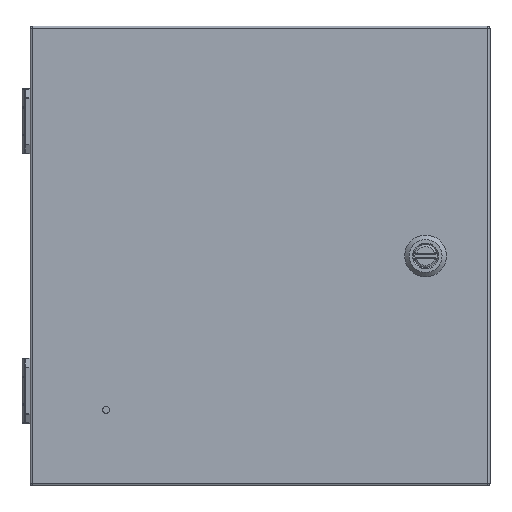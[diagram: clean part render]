
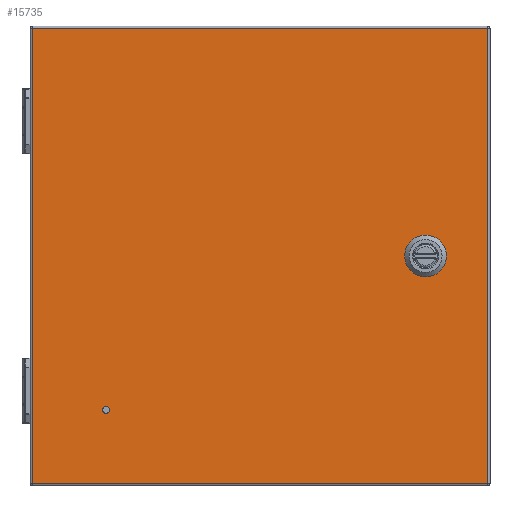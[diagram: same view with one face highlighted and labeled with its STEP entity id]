
A CAD part, top view. The second image highlights one B-rep face of the part: STEP entity #15735.
In plain terms, the highlighted planar face has unit normal (0, 0, 1).
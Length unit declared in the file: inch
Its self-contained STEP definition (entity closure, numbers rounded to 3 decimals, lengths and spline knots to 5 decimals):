
#1854 = CARTESIAN_POINT ( 'NONE',  ( 6.145, 6.1277, 8.107 ) ) ;
#3574 = ORIENTED_EDGE ( 'NONE', *, *, #11790, .T. ) ;
#4054 = AXIS2_PLACEMENT_3D ( 'NONE', #48972, #29521, #56896 ) ;
#4444 = CARTESIAN_POINT ( 'NONE',  ( 4.868, -0.19848, 8.107 ) ) ;
#4736 = CARTESIAN_POINT ( 'NONE',  ( 4.868, 0.19868, 8.107 ) ) ;
#5733 = AXIS2_PLACEMENT_3D ( 'NONE', #32158, #76164, #23186 ) ;
#5821 = CARTESIAN_POINT ( 'NONE',  ( 4.076, 1.0001, 8.107 ) ) ;
#5873 = DIRECTION ( 'NONE',  ( -1., 0., 0. ) ) ;
#6375 = DIRECTION ( 'NONE',  ( 1., 0., 0. ) ) ;
#6862 = AXIS2_PLACEMENT_3D ( 'NONE', #57724, #22800, #82891 ) ;
#8206 = CARTESIAN_POINT ( 'NONE',  ( 6.145, -6.1275, 8.107 ) ) ;
#8576 = CIRCLE ( 'NONE', #46583, 0.443 ) ;
#9543 = CARTESIAN_POINT ( 'NONE',  ( 4.472, 0.0001, 8.107 ) ) ;
#9643 = DIRECTION ( 'NONE',  ( 0., -1., 0. ) ) ;
#10002 = VERTEX_POINT ( 'NONE', #58299 ) ;
#11117 = CARTESIAN_POINT ( 'NONE',  ( -6.1702, 6.1277, 8.107 ) ) ;
#11504 = VERTEX_POINT ( 'NONE', #8206 ) ;
#11790 = EDGE_CURVE ( 'NONE', #19412, #11504, #12958, .T. ) ;
#11831 = ORIENTED_EDGE ( 'NONE', *, *, #46880, .F. ) ;
#12230 = DIRECTION ( 'NONE',  ( -1., 0., 0. ) ) ;
#12958 = LINE ( 'NONE', #39840, #70643 ) ;
#13834 = DIRECTION ( 'NONE',  ( 0., 1., 0. ) ) ;
#15078 = VERTEX_POINT ( 'NONE', #23009 ) ;
#15716 = ORIENTED_EDGE ( 'NONE', *, *, #40313, .F. ) ;
#15735 = ADVANCED_FACE ( 'NONE', ( #27216, #47537, #74855 ), #40812, .T. ) ;
#15929 = EDGE_CURVE ( 'NONE', #49581, #79326, #18149, .T. ) ;
#16142 = ORIENTED_EDGE ( 'NONE', *, *, #56669, .T. ) ;
#16650 = VERTEX_POINT ( 'NONE', #38658 ) ;
#16846 = LINE ( 'NONE', #11117, #22995 ) ;
#16988 = DIRECTION ( 'NONE',  ( -1., 0., 0. ) ) ;
#17243 = ORIENTED_EDGE ( 'NONE', *, *, #15929, .F. ) ;
#18149 = LINE ( 'NONE', #5821, #24055 ) ;
#18496 = CARTESIAN_POINT ( 'NONE',  ( 4.67058, 0.3961, 8.107 ) ) ;
#18537 = EDGE_LOOP ( 'NONE', ( #61976 ) ) ;
#18691 = ORIENTED_EDGE ( 'NONE', *, *, #82507, .T. ) ;
#19412 = VERTEX_POINT ( 'NONE', #32485 ) ;
#22800 = DIRECTION ( 'NONE',  ( 0., 0., 1. ) ) ;
#22995 = VECTOR ( 'NONE', #24360, 39.37008 ) ;
#23009 = CARTESIAN_POINT ( 'NONE',  ( -4.21875, -4.1395, 8.107 ) ) ;
#23186 = DIRECTION ( 'NONE',  ( -1., 0., 0. ) ) ;
#23622 = DIRECTION ( 'NONE',  ( 0., 0., 1. ) ) ;
#24055 = VECTOR ( 'NONE', #86994, 39.37008 ) ;
#24360 = DIRECTION ( 'NONE',  ( -1., 0., 0. ) ) ;
#24453 = VERTEX_POINT ( 'NONE', #51181 ) ;
#26349 = DIRECTION ( 'NONE',  ( 0., 0., 1. ) ) ;
#27216 = FACE_BOUND ( 'NONE', #30074, .T. ) ;
#29521 = DIRECTION ( 'NONE',  ( 0., 0., 1. ) ) ;
#30074 = EDGE_LOOP ( 'NONE', ( #15716, #53872, #62771, #61681, #52118, #46350, #11831, #17243 ) ) ;
#32158 = CARTESIAN_POINT ( 'NONE',  ( -4.1222, -4.1395, 8.107 ) ) ;
#32485 = CARTESIAN_POINT ( 'NONE',  ( -6.1102, -6.1275, 8.107 ) ) ;
#33217 = VECTOR ( 'NONE', #9643, 39.37008 ) ;
#38658 = CARTESIAN_POINT ( 'NONE',  ( 4.67058, -0.3959, 8.107 ) ) ;
#39566 = DIRECTION ( 'NONE',  ( 0., 1., 0. ) ) ;
#39840 = CARTESIAN_POINT ( 'NONE',  ( 6.205, -6.1275, 8.107 ) ) ;
#40313 = EDGE_CURVE ( 'NONE', #10002, #49581, #61843, .T. ) ;
#40812 = PLANE ( 'NONE',  #40824 ) ;
#40824 = AXIS2_PLACEMENT_3D ( 'NONE', #59893, #26349, #53274 ) ;
#41175 = CARTESIAN_POINT ( 'NONE',  ( 4.076, -0.19848, 8.107 ) ) ;
#42405 = EDGE_LOOP ( 'NONE', ( #3574, #16142, #46172, #18691 ) ) ;
#46172 = ORIENTED_EDGE ( 'NONE', *, *, #80372, .T. ) ;
#46253 = CARTESIAN_POINT ( 'NONE',  ( -0.9827, 0.3961, 8.107 ) ) ;
#46350 = ORIENTED_EDGE ( 'NONE', *, *, #51755, .F. ) ;
#46583 = AXIS2_PLACEMENT_3D ( 'NONE', #9543, #23622, #16988 ) ;
#46880 = EDGE_CURVE ( 'NONE', #79326, #76407, #53398, .T. ) ;
#47537 = FACE_BOUND ( 'NONE', #18537, .T. ) ;
#48020 = CARTESIAN_POINT ( 'NONE',  ( 4.868, 1.0001, 8.107 ) ) ;
#48752 = CARTESIAN_POINT ( 'NONE',  ( 6.145, 6.1877, 8.107 ) ) ;
#48972 = CARTESIAN_POINT ( 'NONE',  ( 4.472, 0.0001, 8.107 ) ) ;
#49581 = VERTEX_POINT ( 'NONE', #77549 ) ;
#50923 = VECTOR ( 'NONE', #86879, 39.37008 ) ;
#51181 = CARTESIAN_POINT ( 'NONE',  ( -6.1102, 6.1277, 8.107 ) ) ;
#51755 = EDGE_CURVE ( 'NONE', #76407, #16650, #79384, .T. ) ;
#52118 = ORIENTED_EDGE ( 'NONE', *, *, #86957, .F. ) ;
#53274 = DIRECTION ( 'NONE',  ( -1., 0., 0. ) ) ;
#53398 = CIRCLE ( 'NONE', #4054, 0.443 ) ;
#53872 = ORIENTED_EDGE ( 'NONE', *, *, #70801, .F. ) ;
#54295 = AXIS2_PLACEMENT_3D ( 'NONE', #60613, #80899, #5873 ) ;
#56669 = EDGE_CURVE ( 'NONE', #11504, #74585, #61532, .T. ) ;
#56896 = DIRECTION ( 'NONE',  ( -1., 0., 0. ) ) ;
#56961 = VECTOR ( 'NONE', #39566, 39.37008 ) ;
#57724 = CARTESIAN_POINT ( 'NONE',  ( 4.472, 0.0001, 8.107 ) ) ;
#58299 = CARTESIAN_POINT ( 'NONE',  ( 4.27342, 0.3961, 8.107 ) ) ;
#59893 = CARTESIAN_POINT ( 'NONE',  ( -0.9827, 1.0001, 8.107 ) ) ;
#60613 = CARTESIAN_POINT ( 'NONE',  ( 4.472, 0.0001, 8.107 ) ) ;
#60845 = EDGE_CURVE ( 'NONE', #84726, #78982, #61670, .T. ) ;
#61532 = LINE ( 'NONE', #48752, #72783 ) ;
#61670 = LINE ( 'NONE', #48020, #56961 ) ;
#61681 = ORIENTED_EDGE ( 'NONE', *, *, #60845, .F. ) ;
#61843 = CIRCLE ( 'NONE', #6862, 0.443 ) ;
#61976 = ORIENTED_EDGE ( 'NONE', *, *, #86922, .F. ) ;
#62771 = ORIENTED_EDGE ( 'NONE', *, *, #72218, .F. ) ;
#64798 = CARTESIAN_POINT ( 'NONE',  ( -6.1102, -6.1875, 8.107 ) ) ;
#65277 = CARTESIAN_POINT ( 'NONE',  ( -0.9827, -0.3959, 8.107 ) ) ;
#65547 = VECTOR ( 'NONE', #12230, 39.37008 ) ;
#66520 = LINE ( 'NONE', #46253, #65547 ) ;
#67504 = CARTESIAN_POINT ( 'NONE',  ( 4.27342, -0.3959, 8.107 ) ) ;
#68794 = VERTEX_POINT ( 'NONE', #18496 ) ;
#70643 = VECTOR ( 'NONE', #6375, 39.37008 ) ;
#70801 = EDGE_CURVE ( 'NONE', #68794, #10002, #66520, .T. ) ;
#72218 = EDGE_CURVE ( 'NONE', #78982, #68794, #83929, .T. ) ;
#72783 = VECTOR ( 'NONE', #13834, 39.37008 ) ;
#74585 = VERTEX_POINT ( 'NONE', #1854 ) ;
#74855 = FACE_OUTER_BOUND ( 'NONE', #42405, .T. ) ;
#76164 = DIRECTION ( 'NONE',  ( 0., 0., 1. ) ) ;
#76407 = VERTEX_POINT ( 'NONE', #67504 ) ;
#77549 = CARTESIAN_POINT ( 'NONE',  ( 4.076, 0.19868, 8.107 ) ) ;
#78982 = VERTEX_POINT ( 'NONE', #4736 ) ;
#79326 = VERTEX_POINT ( 'NONE', #41175 ) ;
#79384 = LINE ( 'NONE', #65277, #50923 ) ;
#80372 = EDGE_CURVE ( 'NONE', #74585, #24453, #16846, .T. ) ;
#80899 = DIRECTION ( 'NONE',  ( 0., 0., 1. ) ) ;
#82507 = EDGE_CURVE ( 'NONE', #24453, #19412, #84249, .T. ) ;
#82891 = DIRECTION ( 'NONE',  ( -1., 0., 0. ) ) ;
#83929 = CIRCLE ( 'NONE', #54295, 0.443 ) ;
#84249 = LINE ( 'NONE', #64798, #33217 ) ;
#84726 = VERTEX_POINT ( 'NONE', #4444 ) ;
#86065 = CIRCLE ( 'NONE', #5733, 0.09655 ) ;
#86879 = DIRECTION ( 'NONE',  ( 1., 0., 0. ) ) ;
#86922 = EDGE_CURVE ( 'NONE', #15078, #15078, #86065, .T. ) ;
#86957 = EDGE_CURVE ( 'NONE', #16650, #84726, #8576, .T. ) ;
#86994 = DIRECTION ( 'NONE',  ( 0., -1., 0. ) ) ;
